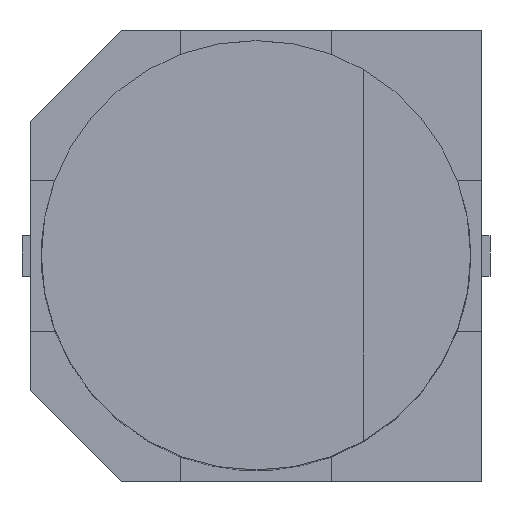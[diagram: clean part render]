
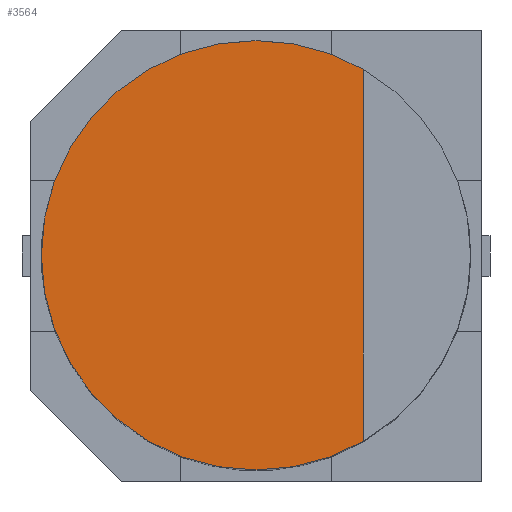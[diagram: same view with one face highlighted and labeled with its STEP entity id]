
A CAD part, top view. The second image highlights one B-rep face of the part: STEP entity #3564.
In plain terms, the highlighted planar face has unit normal (0, 0, 1).
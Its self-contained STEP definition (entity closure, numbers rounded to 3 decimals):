
#2977 = CYLINDRICAL_SURFACE('',#2978,5.);
#2978 = AXIS2_PLACEMENT_3D('',#2979,#2980,#2981);
#2979 = CARTESIAN_POINT('',(0.,0.,0.499));
#2980 = DIRECTION('',(0.,0.,1.));
#2981 = DIRECTION('',(1.,0.,-0.));
#3210 = VERTEX_POINT('',#3211);
#3211 = CARTESIAN_POINT('',(5.,0.,10.499));
#3510 = EDGE_CURVE('',#3210,#3210,#3511,.T.);
#3511 = SURFACE_CURVE('',#3512,(#3517,#3524),.PCURVE_S1.);
#3512 = CIRCLE('',#3513,5.);
#3513 = AXIS2_PLACEMENT_3D('',#3514,#3515,#3516);
#3514 = CARTESIAN_POINT('',(0.,0.,10.499));
#3515 = DIRECTION('',(0.,0.,1.));
#3516 = DIRECTION('',(1.,0.,-0.));
#3517 = PCURVE('',#2977,#3518);
#3518 = DEFINITIONAL_REPRESENTATION('',(#3519),#3523);
#3519 = LINE('',#3520,#3521);
#3520 = CARTESIAN_POINT('',(0.,10.));
#3521 = VECTOR('',#3522,1.);
#3522 = DIRECTION('',(1.,0.));
#3523 = ( GEOMETRIC_REPRESENTATION_CONTEXT(2) 
PARAMETRIC_REPRESENTATION_CONTEXT() REPRESENTATION_CONTEXT('2D SPACE',''
  ) );
#3524 = PCURVE('',#3525,#3530);
#3525 = PLANE('',#3526);
#3526 = AXIS2_PLACEMENT_3D('',#3527,#3528,#3529);
#3527 = CARTESIAN_POINT('',(0.,0.,10.499));
#3528 = DIRECTION('',(0.,0.,1.));
#3529 = DIRECTION('',(1.,0.,-0.));
#3530 = DEFINITIONAL_REPRESENTATION('',(#3531),#3535);
#3531 = CIRCLE('',#3532,5.);
#3532 = AXIS2_PLACEMENT_2D('',#3533,#3534);
#3533 = CARTESIAN_POINT('',(0.,0.));
#3534 = DIRECTION('',(1.,0.));
#3535 = ( GEOMETRIC_REPRESENTATION_CONTEXT(2) 
PARAMETRIC_REPRESENTATION_CONTEXT() REPRESENTATION_CONTEXT('2D SPACE',''
  ) );
#3564 = ADVANCED_FACE('',(#3565),#3525,.T.);
#3565 = FACE_BOUND('',#3566,.T.);
#3566 = EDGE_LOOP('',(#3567));
#3567 = ORIENTED_EDGE('',*,*,#3510,.T.);
